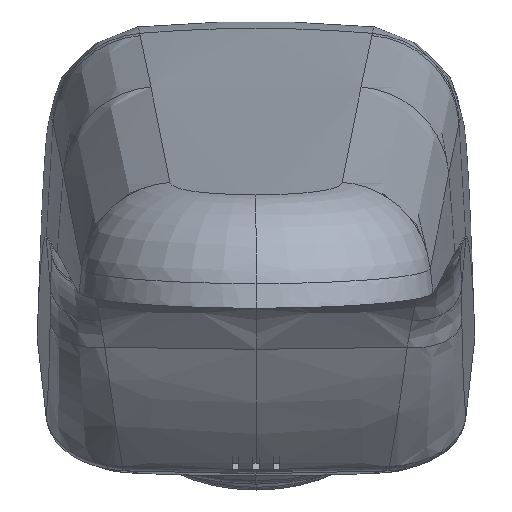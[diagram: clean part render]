
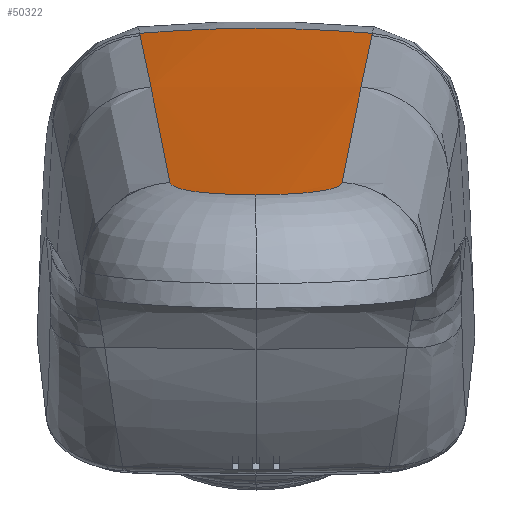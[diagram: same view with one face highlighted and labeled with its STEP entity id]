
A CAD part, front view. The second image highlights one B-rep face of the part: STEP entity #50322.
In plain terms, the highlighted cylindrical face has radius 200 mm (diameter 400 mm), a partial arc.
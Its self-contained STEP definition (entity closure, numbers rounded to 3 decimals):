
#21008=CARTESIAN_POINT('',(-12.651,-22.452,
32.945));
#21065=CARTESIAN_POINT('',(0.,-34.659,
31.135));
#21133=CARTESIAN_POINT('',(12.651,-22.452,
32.945));
#21134=CARTESIAN_POINT('',(12.623,-23.219,
32.808));
#21135=CARTESIAN_POINT('',(12.523,-24.017,
32.669));
#21136=CARTESIAN_POINT('',(12.189,-25.496,
32.422));
#21137=CARTESIAN_POINT('',(11.925,-26.318,
32.289));
#21138=CARTESIAN_POINT('',(11.338,-27.677,
32.077));
#21139=CARTESIAN_POINT('',(10.904,-28.475,
31.956));
#21140=CARTESIAN_POINT('',(10.103,-29.66,
31.784));
#21141=CARTESIAN_POINT('',(9.498,-30.401,
31.68));
#21142=CARTESIAN_POINT('',(8.526,-31.383,
31.546));
#21143=CARTESIAN_POINT('',(7.761,-32.028,
31.461));
#21144=CARTESIAN_POINT('',(6.664,-32.784,
31.364));
#21145=CARTESIAN_POINT('',(5.751,-33.3,
31.299));
#21146=CARTESIAN_POINT('',(4.576,-33.822,
31.235));
#21147=CARTESIAN_POINT('',(3.537,-34.176,
31.192));
#21148=CARTESIAN_POINT('',(2.329,-34.461,
31.158));
#21149=CARTESIAN_POINT('',(1.194,-34.623,
31.139));
#21150=CARTESIAN_POINT('',(0.382,-34.659,
31.135));
#21151=CARTESIAN_POINT('',(0.,-34.659,
31.135));
#21156=CARTESIAN_POINT('',(0.,-34.659,
31.135));
#21157=CARTESIAN_POINT('',(-0.382,-34.659,
31.135));
#21158=CARTESIAN_POINT('',(-1.194,-34.623,
31.139));
#21159=CARTESIAN_POINT('',(-2.329,-34.461,
31.158));
#21160=CARTESIAN_POINT('',(-3.537,-34.176,
31.192));
#21161=CARTESIAN_POINT('',(-4.576,-33.822,
31.235));
#21162=CARTESIAN_POINT('',(-5.751,-33.3,
31.299));
#21163=CARTESIAN_POINT('',(-6.664,-32.784,
31.364));
#21164=CARTESIAN_POINT('',(-7.761,-32.028,
31.461));
#21165=CARTESIAN_POINT('',(-8.526,-31.383,
31.546));
#21166=CARTESIAN_POINT('',(-9.498,-30.401,
31.68));
#21167=CARTESIAN_POINT('',(-10.103,-29.66,
31.784));
#21168=CARTESIAN_POINT('',(-10.904,-28.475,
31.956));
#21169=CARTESIAN_POINT('',(-11.338,-27.677,
32.077));
#21170=CARTESIAN_POINT('',(-11.925,-26.318,
32.289));
#21171=CARTESIAN_POINT('',(-12.189,-25.496,
32.422));
#21172=CARTESIAN_POINT('',(-12.523,-24.017,
32.669));
#21173=CARTESIAN_POINT('',(-12.623,-23.219,
32.808));
#21174=CARTESIAN_POINT('',(-12.651,-22.452,
32.945));
#21179=CARTESIAN_POINT('',(-12.651,-22.452,
32.945));
#21180=CARTESIAN_POINT('',(-12.939,-13.748,
34.507));
#21181=CARTESIAN_POINT('',(-13.534,3.653,
37.628));
#21182=CARTESIAN_POINT('',(-14.454,29.735,
42.3));
#21183=CARTESIAN_POINT('',(-15.094,47.11,
45.407));
#21184=CARTESIAN_POINT('',(-15.416,55.795,
46.959));
#21189=CARTESIAN_POINT('',(-15.416,55.795,
46.959));
#21190=CARTESIAN_POINT('',(-15.594,60.499,
47.799));
#21191=CARTESIAN_POINT('',(-15.95,69.909,
49.48));
#21192=CARTESIAN_POINT('',(-16.485,84.023,
51.999));
#21193=CARTESIAN_POINT('',(-16.842,93.433,
53.678));
#21194=CARTESIAN_POINT('',(-17.02,98.138,
54.517));
#21199=CARTESIAN_POINT('',(-17.02,98.138,
54.517));
#21200=CARTESIAN_POINT('',(-17.042,98.734,
54.623));
#21201=CARTESIAN_POINT('',(-17.065,99.331,
54.73));
#21202=CARTESIAN_POINT('',(-17.087,99.928,
54.836));
#21207=CARTESIAN_POINT('',(17.087,99.928,54.836));
#21208=CARTESIAN_POINT('',(17.065,99.331,54.73));
#21209=CARTESIAN_POINT('',(17.042,98.734,54.623));
#21210=CARTESIAN_POINT('',(17.02,98.138,54.517));
#21416=CARTESIAN_POINT('',(0.,135.538,-141.225));
#21417=DIRECTION('',(0.,-0.984,-0.179));
#21418=DIRECTION('',(0.085,-0.178,0.98));
#21419=AXIS2_PLACEMENT_3D('',#21416,#21417,#21418);
#21424=CARTESIAN_POINT('',(0.,135.538,-141.225));
#21425=DIRECTION('',(0.,-0.984,-0.179));
#21426=DIRECTION('',(0.,-0.179,0.984));
#21427=AXIS2_PLACEMENT_3D('',#21424,#21425,#21426);
#21514=CARTESIAN_POINT('',(15.416,55.795,46.959));
#21515=CARTESIAN_POINT('',(15.595,60.515,47.802));
#21516=CARTESIAN_POINT('',(15.952,69.946,49.487));
#21517=CARTESIAN_POINT('',(16.487,84.061,52.006));
#21518=CARTESIAN_POINT('',(16.842,93.449,53.681));
#21519=CARTESIAN_POINT('',(17.02,98.138,54.517));
#21524=CARTESIAN_POINT('',(17.02,98.138,54.517));
#21551=CARTESIAN_POINT('',(12.651,-22.452,
32.945));
#21556=CARTESIAN_POINT('',(12.651,-22.452,
32.945));
#21557=CARTESIAN_POINT('',(12.933,-13.937,
34.474));
#21558=CARTESIAN_POINT('',(13.519,3.213,37.549));
#21559=CARTESIAN_POINT('',(14.439,29.295,42.221));
#21560=CARTESIAN_POINT('',(15.087,46.922,45.373));
#21561=CARTESIAN_POINT('',(15.416,55.795,46.959));
#21566=CARTESIAN_POINT('',(15.416,55.795,46.959));
#27637=VERTEX_POINT('',#21524);
#27638=VERTEX_POINT('',#21207);
#27639=VERTEX_POINT('',#21566);
#27641=VERTEX_POINT('',#21551);
#27642=VERTEX_POINT('',#21065);
#27644=VERTEX_POINT('',#21008);
#27764=CARTESIAN_POINT('',(0.,99.797,
55.556));
#27765=VERTEX_POINT('',#27764);
#27766=CARTESIAN_POINT('',(-17.087,99.928,
54.836));
#27767=VERTEX_POINT('',#27766);
#27768=VERTEX_POINT('',#21184);
#27769=VERTEX_POINT('',#21194);
#50298=CARTESIAN_POINT('',(0.,-37.684,
-172.686));
#50299=DIRECTION('',(0.,0.984,0.179));
#50300=DIRECTION('',(0.,-0.179,0.984));
#50301=AXIS2_PLACEMENT_3D('',#50298,#50299,#50300);
#50302=CYLINDRICAL_SURFACE('',#50301,200.);
#50303=ORIENTED_EDGE('',*,*,#50291,.T.);
#50304=ORIENTED_EDGE('',*,*,#49694,.T.);
#50305=ORIENTED_EDGE('',*,*,#49401,.T.);
#50307=ORIENTED_EDGE('',*,*,#50306,.T.);
#50309=ORIENTED_EDGE('',*,*,#50308,.T.);
#50311=ORIENTED_EDGE('',*,*,#50310,.F.);
#50313=ORIENTED_EDGE('',*,*,#50312,.F.);
#50315=ORIENTED_EDGE('',*,*,#50314,.T.);
#50317=ORIENTED_EDGE('',*,*,#50316,.F.);
#50319=ORIENTED_EDGE('',*,*,#50318,.F.);
#50320=EDGE_LOOP('',(#50303,#50304,#50305,#50307,#50309,#50311,#50313,#50315,
#50317,#50319));
#50321=FACE_OUTER_BOUND('',#50320,.F.);
#50322=ADVANCED_FACE('',(#50321),#50302,.T.);
#21152=B_SPLINE_CURVE_WITH_KNOTS('',3,(#21133,#21134,#21135,#21136,#21137,
#21138,#21139,#21140,#21141,#21142,#21143,#21144,#21145,#21146,#21147,#21148,
#21149,#21150,#21151),.UNSPECIFIED.,.F.,.F.,(4,1,1,1,1,1,1,1,1,1,1,1,1,1,1,1,4),
(0.,0.118,0.125,0.235,0.25,
0.353,0.375,0.471,0.5,
0.588,0.625,0.706,0.75,
0.824,0.875,0.941,1.),.UNSPECIFIED.);
#21175=B_SPLINE_CURVE_WITH_KNOTS('',3,(#21156,#21157,#21158,#21159,#21160,
#21161,#21162,#21163,#21164,#21165,#21166,#21167,#21168,#21169,#21170,#21171,
#21172,#21173,#21174),.UNSPECIFIED.,.F.,.F.,(4,1,1,1,1,1,1,1,1,1,1,1,1,1,1,1,4),
(0.,0.059,0.125,0.176,0.25,
0.294,0.375,0.412,0.5,
0.529,0.625,0.647,0.75,
0.765,0.875,0.882,1.),.UNSPECIFIED.);
#21185=B_SPLINE_CURVE_WITH_KNOTS('',3,(#21179,#21180,#21181,#21182,#21183,
#21184),.UNSPECIFIED.,.F.,.F.,(4,1,1,4),(0.,0.333,
0.667,1.),.UNSPECIFIED.);
#21195=B_SPLINE_CURVE_WITH_KNOTS('',3,(#21189,#21190,#21191,#21192,#21193,
#21194),.UNSPECIFIED.,.F.,.F.,(4,1,1,4),(0.,0.333,
0.667,1.),.UNSPECIFIED.);
#21203=B_SPLINE_CURVE_WITH_KNOTS('',3,(#21199,#21200,#21201,#21202),
.UNSPECIFIED.,.F.,.F.,(4,4),(0.,1.),.UNSPECIFIED.);
#21211=B_SPLINE_CURVE_WITH_KNOTS('',3,(#21207,#21208,#21209,#21210),
.UNSPECIFIED.,.F.,.F.,(4,4),(0.,1.),.UNSPECIFIED.);
#21420=CIRCLE('',#21419,200.);
#21428=CIRCLE('',#21427,200.);
#21520=B_SPLINE_CURVE_WITH_KNOTS('',3,(#21514,#21515,#21516,#21517,#21518,
#21519),.UNSPECIFIED.,.F.,.F.,(4,1,1,4),(0.,0.333,
0.667,1.),.UNSPECIFIED.);
#21562=B_SPLINE_CURVE_WITH_KNOTS('',3,(#21556,#21557,#21558,#21559,#21560,
#21561),.UNSPECIFIED.,.F.,.F.,(4,1,1,4),(0.,0.333,
0.667,1.),.UNSPECIFIED.);
#49401=EDGE_CURVE('',#27644,#27768,#21185,.T.);
#49694=EDGE_CURVE('',#27642,#27644,#21175,.T.);
#50291=EDGE_CURVE('',#27641,#27642,#21152,.T.);
#50306=EDGE_CURVE('',#27768,#27769,#21195,.T.);
#50308=EDGE_CURVE('',#27769,#27767,#21203,.T.);
#50310=EDGE_CURVE('',#27765,#27767,#21428,.T.);
#50312=EDGE_CURVE('',#27638,#27765,#21420,.T.);
#50314=EDGE_CURVE('',#27638,#27637,#21211,.T.);
#50316=EDGE_CURVE('',#27639,#27637,#21520,.T.);
#50318=EDGE_CURVE('',#27641,#27639,#21562,.T.);
